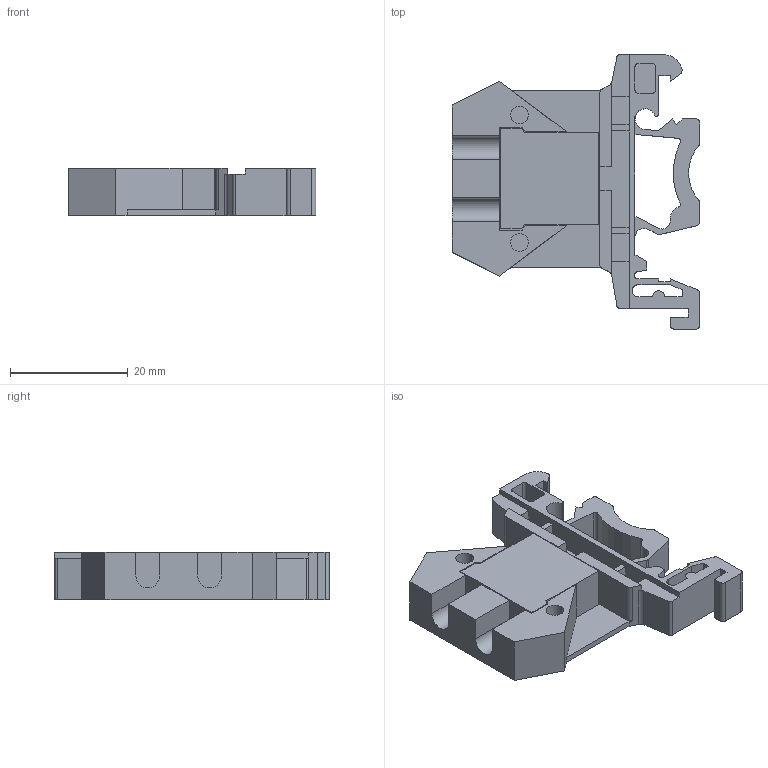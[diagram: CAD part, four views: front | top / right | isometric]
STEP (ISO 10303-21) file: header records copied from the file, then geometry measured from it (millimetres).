
FILE_DESCRIPTION (( 'STEP AP203' ), '1' );
FILE_NAME ('YZN10-006-K03 Çàæèì íàáîðíûé ÇÍÈ-6ìì2 (JXB50À) ñåðûé ÈÝÊ.STEP', '2016-08-24T08:27:35', ( '' ), ( '' ), 'SwSTEP 2.0', 'SolidWorks 2014', '' );
FILE_SCHEMA (( 'CONFIG_CONTROL_DESIGN' ));
Length unit declared in the file: millimetre
Products named in the file (1): YZN10-006-K03 Çàæèì íàáîðíûé ÇÍÈ-6ìì2 (JXB50À) ñåðûé     ÈÝÊ
Bounding box: 42 x 46.5 x 8 mm (x, y, z)
Volume: 6448.7 mm3; surface area: 6468.7 mm2
Topology: 1 solids, 1 shells, 295 faces, 823 edges, 548 vertices
Faces by surface type: plane 223, cylinder 47, bspline 25
Entity records: 10971 total; most frequent: CARTESIAN_POINT 3372, ORIENTED_EDGE 1646, DIRECTION 1410, EDGE_CURVE 823, LINE 678, VECTOR 678, VERTEX_POINT 548, AXIS2_PLACEMENT_3D 366
